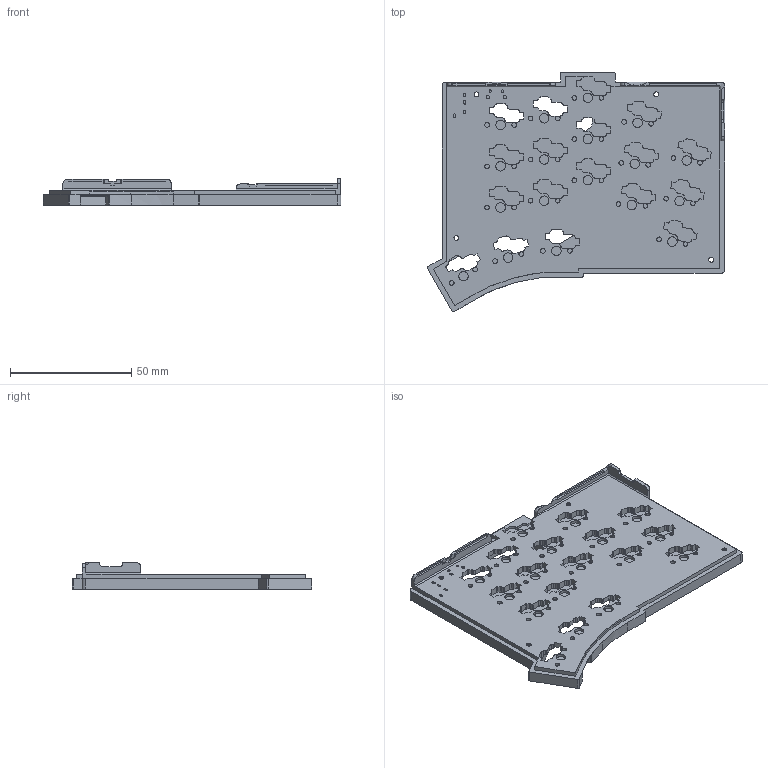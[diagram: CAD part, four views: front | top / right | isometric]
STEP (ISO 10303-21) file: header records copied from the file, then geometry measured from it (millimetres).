
FILE_DESCRIPTION(/* description */ (''),/* implementation_level */ '2;1');
FILE_NAME(/* name */ 'TOTEM36case_v08_6mm_BLE_Tenting_Bottom_R.step',/* time_stamp */ '2025-07-21T21:59:41+08:00',/* author */ (''),/* organization */ (''),/* preprocessor_version */ 'ST-DEVELOPER v20.1',/* originating_system */ 'Autodesk Translation Framework v14.10.0.0',/* authorisation */ '');
FILE_SCHEMA (('AUTOMOTIVE_DESIGN { 1 0 10303 214 3 1 1 }'));
Length unit declared in the file: millimetre
Products named in the file (1): TOTEMcase_BLE_adaptation_R
Bounding box: 122.78 x 99.01 x 10.89 mm (x, y, z)
Volume: 47378 mm3; surface area: 26156.6 mm2
Topology: 1 solids, 5 shells, 1136 faces, 3137 edges, 2076 vertices
Faces by surface type: plane 568, bspline 430, cylinder 119, cone 12, torus 7
Full cylindrical faces by diameter (mm): 1 x2, 1.3 x2, 1.9 x18, 2 x4, 3.9 x18, 4.3 x4, 9 x9
Entity records: 39098 total; most frequent: CARTESIAN_POINT 12603, ORIENTED_EDGE 6274, DIRECTION 4087, EDGE_CURVE 3137, VERTEX_POINT 2076, LINE 2007, VECTOR 2007, EDGE_LOOP 1223
